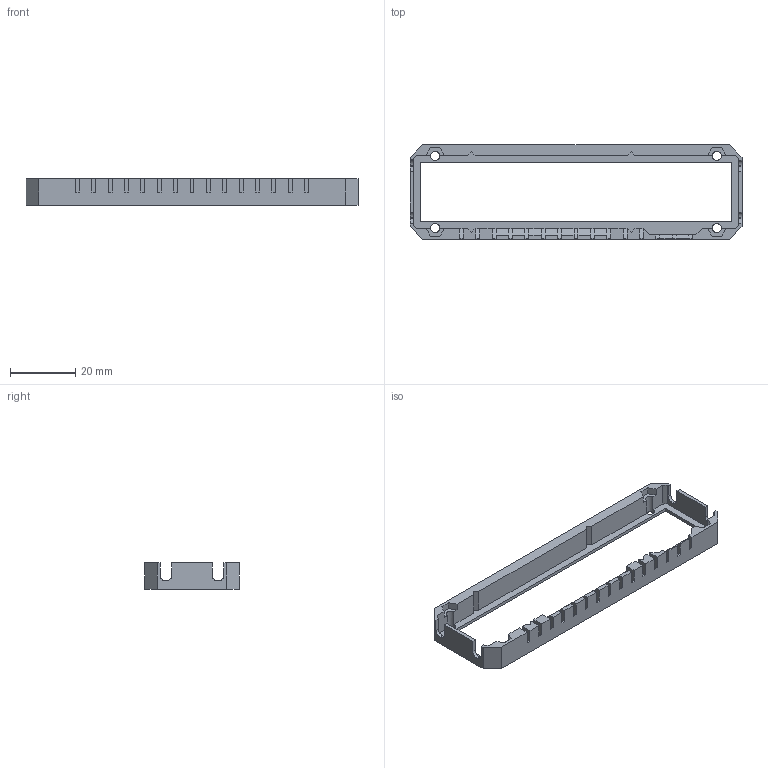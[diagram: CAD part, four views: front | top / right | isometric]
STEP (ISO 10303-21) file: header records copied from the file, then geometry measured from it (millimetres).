
FILE_DESCRIPTION(/* description */ (''),/* implementation_level */ '2;1');
FILE_NAME(/* name */ 'Bling_Case_Front_V2.step',/* time_stamp */ '2023-12-03T07:59:46+11:00',/* author */ (''),/* organization */ (''),/* preprocessor_version */ 'ST-DEVELOPER v20',/* originating_system */ 'Autodesk Translation Framework v12.14.0.127',/* authorisation */ '');
FILE_SCHEMA (('AUTOMOTIVE_DESIGN { 1 0 10303 214 3 1 1 }'));
Length unit declared in the file: millimetre
Products named in the file (1): Bling_Case
Bounding box: 101.4 x 29 x 8 mm (x, y, z)
Volume: 5189 mm3; surface area: 6495.2 mm2
Topology: 1 solids, 1 shells, 181 faces, 526 edges, 343 vertices
Faces by surface type: plane 169, cylinder 12
Full cylindrical faces by diameter (mm): 2.8 x4
Entity records: 5918 total; most frequent: ORIENTED_EDGE 1052, CARTESIAN_POINT 1051, DIRECTION 922, EDGE_CURVE 526, LINE 494, VECTOR 494, VERTEX_POINT 343, AXIS2_PLACEMENT_3D 214
